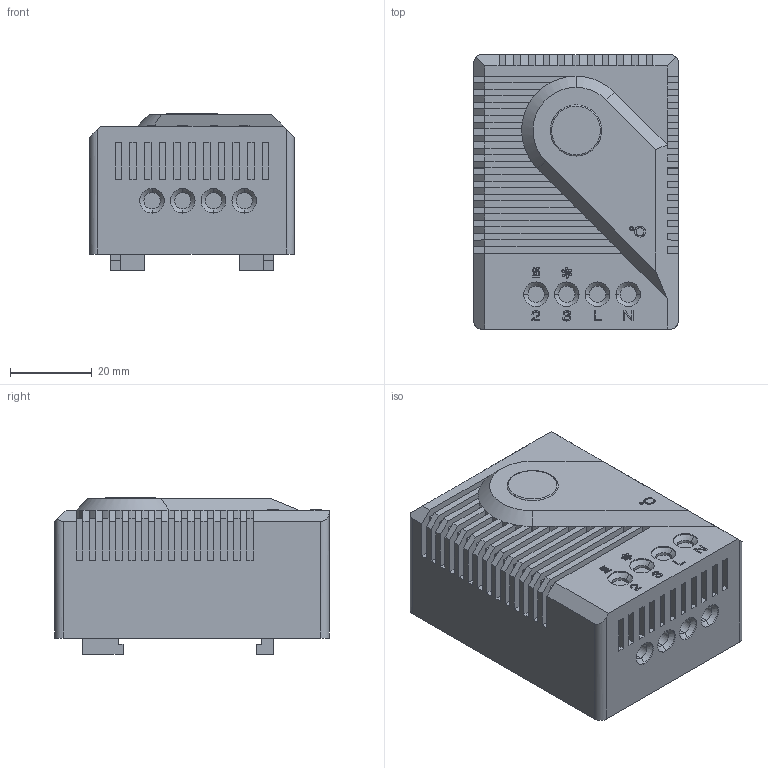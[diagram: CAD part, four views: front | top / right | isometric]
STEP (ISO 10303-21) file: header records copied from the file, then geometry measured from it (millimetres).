
FILE_DESCRIPTION (( 'STEP AP214' ), '1' );
FILE_NAME ('011700-00.STEP', '2017-11-02T19:47:09', ( '' ), ( '' ), 'SwSTEP 2.0', 'SolidWorks 2017', '' );
FILE_SCHEMA (( 'AUTOMOTIVE_DESIGN' ));
Length unit declared in the file: inch
Products named in the file (1): 011700-00
Bounding box: 50 x 67 x 38.3 mm (x, y, z)
Volume: 103624.4 mm3; surface area: 18435.1 mm2
Topology: 1 solids, 1 shells, 610 faces, 1605 edges, 1038 vertices
Faces by surface type: plane 385, bspline 163, cylinder 44, cone 18
Entity records: 21422 total; most frequent: CARTESIAN_POINT 7416, ORIENTED_EDGE 3210, DIRECTION 2269, EDGE_CURVE 1605, LINE 1177, VECTOR 1177, VERTEX_POINT 1038, EDGE_LOOP 651
